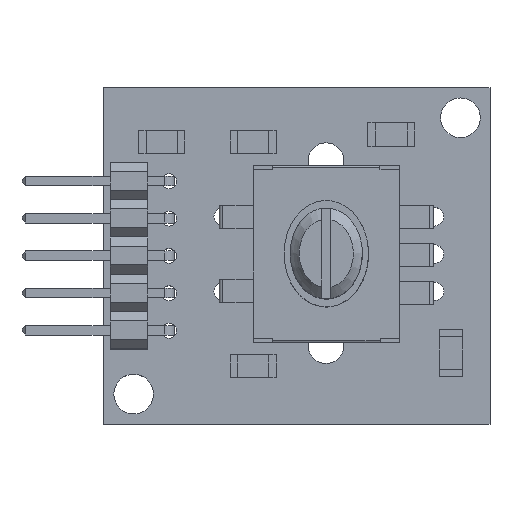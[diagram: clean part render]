
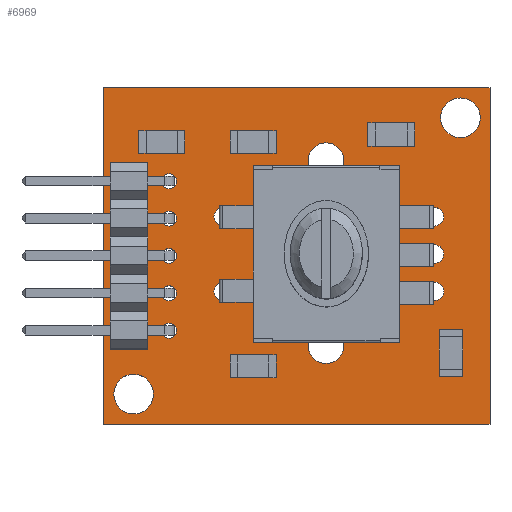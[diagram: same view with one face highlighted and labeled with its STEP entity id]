
A CAD part, top view. The second image highlights one B-rep face of the part: STEP entity #6969.
In plain terms, the highlighted planar face has unit normal (0, 0, 1).
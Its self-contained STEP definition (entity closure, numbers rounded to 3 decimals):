
#402=FACE_BOUND('',#1227,.T.);
#403=FACE_BOUND('',#1228,.T.);
#404=FACE_BOUND('',#1229,.T.);
#405=FACE_BOUND('',#1230,.T.);
#406=FACE_BOUND('',#1231,.T.);
#407=FACE_BOUND('',#1232,.T.);
#408=FACE_BOUND('',#1233,.T.);
#409=FACE_BOUND('',#1234,.T.);
#410=FACE_BOUND('',#1235,.T.);
#411=FACE_BOUND('',#1236,.T.);
#412=FACE_BOUND('',#1237,.T.);
#413=FACE_BOUND('',#1238,.T.);
#414=FACE_BOUND('',#1239,.T.);
#415=FACE_BOUND('',#1240,.T.);
#444=PLANE('',#7858);
#813=FACE_OUTER_BOUND('',#1226,.T.);
#1226=EDGE_LOOP('',(#4994,#4995,#4996,#4997));
#1227=EDGE_LOOP('',(#4998));
#1228=EDGE_LOOP('',(#4999));
#1229=EDGE_LOOP('',(#5000));
#1230=EDGE_LOOP('',(#5001));
#1231=EDGE_LOOP('',(#5002));
#1232=EDGE_LOOP('',(#5003));
#1233=EDGE_LOOP('',(#5004));
#1234=EDGE_LOOP('',(#5005));
#1235=EDGE_LOOP('',(#5006));
#1236=EDGE_LOOP('',(#5007));
#1237=EDGE_LOOP('',(#5008));
#1238=EDGE_LOOP('',(#5009));
#1239=EDGE_LOOP('',(#5010));
#1240=EDGE_LOOP('',(#5011));
#1675=LINE('',#10309,#2500);
#1678=LINE('',#10315,#2503);
#1681=LINE('',#10321,#2506);
#1684=LINE('',#10325,#2509);
#2500=VECTOR('',#8444,10.);
#2503=VECTOR('',#8449,10.);
#2506=VECTOR('',#8454,10.);
#2509=VECTOR('',#8459,10.);
#3310=CIRCLE('',#7814,0.635);
#3312=CIRCLE('',#7817,1.219);
#3314=CIRCLE('',#7820,0.635);
#3316=CIRCLE('',#7823,0.635);
#3318=CIRCLE('',#7826,0.508);
#3320=CIRCLE('',#7829,0.508);
#3322=CIRCLE('',#7832,0.508);
#3324=CIRCLE('',#7835,0.508);
#3326=CIRCLE('',#7838,0.508);
#3328=CIRCLE('',#7841,1.219);
#3330=CIRCLE('',#7844,0.635);
#3332=CIRCLE('',#7847,0.635);
#3333=CIRCLE('',#7849,1.35);
#3335=CIRCLE('',#7852,1.35);
#3358=VERTEX_POINT('',#10221);
#3360=VERTEX_POINT('',#10227);
#3362=VERTEX_POINT('',#10233);
#3364=VERTEX_POINT('',#10239);
#3366=VERTEX_POINT('',#10245);
#3368=VERTEX_POINT('',#10251);
#3370=VERTEX_POINT('',#10257);
#3372=VERTEX_POINT('',#10263);
#3374=VERTEX_POINT('',#10269);
#3376=VERTEX_POINT('',#10275);
#3378=VERTEX_POINT('',#10281);
#3380=VERTEX_POINT('',#10287);
#3381=VERTEX_POINT('',#10291);
#3383=VERTEX_POINT('',#10297);
#3387=VERTEX_POINT('',#10306);
#3388=VERTEX_POINT('',#10308);
#3390=VERTEX_POINT('',#10314);
#3392=VERTEX_POINT('',#10320);
#3977=EDGE_CURVE('',#3358,#3358,#3310,.T.);
#3980=EDGE_CURVE('',#3360,#3360,#3312,.T.);
#3983=EDGE_CURVE('',#3362,#3362,#3314,.T.);
#3986=EDGE_CURVE('',#3364,#3364,#3316,.T.);
#3989=EDGE_CURVE('',#3366,#3366,#3318,.T.);
#3992=EDGE_CURVE('',#3368,#3368,#3320,.T.);
#3995=EDGE_CURVE('',#3370,#3370,#3322,.T.);
#3998=EDGE_CURVE('',#3372,#3372,#3324,.T.);
#4001=EDGE_CURVE('',#3374,#3374,#3326,.T.);
#4004=EDGE_CURVE('',#3376,#3376,#3328,.T.);
#4007=EDGE_CURVE('',#3378,#3378,#3330,.T.);
#4010=EDGE_CURVE('',#3380,#3380,#3332,.T.);
#4011=EDGE_CURVE('',#3381,#3381,#3333,.T.);
#4014=EDGE_CURVE('',#3383,#3383,#3335,.T.);
#4019=EDGE_CURVE('',#3388,#3387,#1675,.T.);
#4022=EDGE_CURVE('',#3390,#3388,#1678,.T.);
#4025=EDGE_CURVE('',#3392,#3390,#1681,.T.);
#4028=EDGE_CURVE('',#3387,#3392,#1684,.T.);
#4994=ORIENTED_EDGE('',*,*,#4028,.T.);
#4995=ORIENTED_EDGE('',*,*,#4025,.T.);
#4996=ORIENTED_EDGE('',*,*,#4022,.T.);
#4997=ORIENTED_EDGE('',*,*,#4019,.T.);
#4998=ORIENTED_EDGE('',*,*,#3977,.T.);
#4999=ORIENTED_EDGE('',*,*,#3980,.T.);
#5000=ORIENTED_EDGE('',*,*,#3983,.T.);
#5001=ORIENTED_EDGE('',*,*,#3986,.T.);
#5002=ORIENTED_EDGE('',*,*,#3989,.T.);
#5003=ORIENTED_EDGE('',*,*,#3992,.T.);
#5004=ORIENTED_EDGE('',*,*,#3995,.T.);
#5005=ORIENTED_EDGE('',*,*,#3998,.T.);
#5006=ORIENTED_EDGE('',*,*,#4001,.T.);
#5007=ORIENTED_EDGE('',*,*,#4004,.T.);
#5008=ORIENTED_EDGE('',*,*,#4007,.T.);
#5009=ORIENTED_EDGE('',*,*,#4010,.T.);
#5010=ORIENTED_EDGE('',*,*,#4014,.T.);
#5011=ORIENTED_EDGE('',*,*,#4011,.T.);
#6969=ADVANCED_FACE('',(#813,#402,#403,#404,#405,#406,#407,#408,#409,#410,
#411,#412,#413,#414,#415),#444,.T.);
#7814=AXIS2_PLACEMENT_3D('',#10223,#8347,#8348);
#7817=AXIS2_PLACEMENT_3D('',#10229,#8354,#8355);
#7820=AXIS2_PLACEMENT_3D('',#10235,#8361,#8362);
#7823=AXIS2_PLACEMENT_3D('',#10241,#8368,#8369);
#7826=AXIS2_PLACEMENT_3D('',#10247,#8375,#8376);
#7829=AXIS2_PLACEMENT_3D('',#10253,#8382,#8383);
#7832=AXIS2_PLACEMENT_3D('',#10259,#8389,#8390);
#7835=AXIS2_PLACEMENT_3D('',#10265,#8396,#8397);
#7838=AXIS2_PLACEMENT_3D('',#10271,#8403,#8404);
#7841=AXIS2_PLACEMENT_3D('',#10277,#8410,#8411);
#7844=AXIS2_PLACEMENT_3D('',#10283,#8417,#8418);
#7847=AXIS2_PLACEMENT_3D('',#10289,#8424,#8425);
#7849=AXIS2_PLACEMENT_3D('',#10292,#8428,#8429);
#7852=AXIS2_PLACEMENT_3D('',#10298,#8435,#8436);
#7858=AXIS2_PLACEMENT_3D('',#10326,#8460,#8461);
#8347=DIRECTION('center_axis',(0.,0.,-1.));
#8348=DIRECTION('ref_axis',(1.,0.,0.));
#8354=DIRECTION('center_axis',(0.,0.,-1.));
#8355=DIRECTION('ref_axis',(1.,0.,0.));
#8361=DIRECTION('center_axis',(0.,0.,-1.));
#8362=DIRECTION('ref_axis',(1.,0.,0.));
#8368=DIRECTION('center_axis',(0.,0.,-1.));
#8369=DIRECTION('ref_axis',(1.,0.,0.));
#8375=DIRECTION('center_axis',(0.,0.,-1.));
#8376=DIRECTION('ref_axis',(1.,0.,0.));
#8382=DIRECTION('center_axis',(0.,0.,-1.));
#8383=DIRECTION('ref_axis',(1.,0.,0.));
#8389=DIRECTION('center_axis',(0.,0.,-1.));
#8390=DIRECTION('ref_axis',(1.,0.,0.));
#8396=DIRECTION('center_axis',(0.,0.,-1.));
#8397=DIRECTION('ref_axis',(1.,0.,0.));
#8403=DIRECTION('center_axis',(0.,0.,-1.));
#8404=DIRECTION('ref_axis',(1.,0.,0.));
#8410=DIRECTION('center_axis',(0.,0.,-1.));
#8411=DIRECTION('ref_axis',(1.,0.,0.));
#8417=DIRECTION('center_axis',(0.,0.,-1.));
#8418=DIRECTION('ref_axis',(1.,0.,0.));
#8424=DIRECTION('center_axis',(0.,0.,-1.));
#8425=DIRECTION('ref_axis',(1.,0.,0.));
#8428=DIRECTION('center_axis',(0.,0.,-1.));
#8429=DIRECTION('ref_axis',(1.,0.,0.));
#8435=DIRECTION('center_axis',(0.,0.,-1.));
#8436=DIRECTION('ref_axis',(1.,0.,0.));
#8444=DIRECTION('',(-1.,0.,0.));
#8449=DIRECTION('',(0.,1.,0.));
#8454=DIRECTION('',(1.,0.,0.));
#8459=DIRECTION('',(0.,-1.,0.));
#8460=DIRECTION('center_axis',(0.,0.,1.));
#8461=DIRECTION('ref_axis',(1.,0.,0.));
#10221=CARTESIAN_POINT('',(21.844,14.097,1.57));
#10223=CARTESIAN_POINT('Origin',(22.479,14.097,1.57));
#10227=CARTESIAN_POINT('',(13.894,5.334,1.57));
#10229=CARTESIAN_POINT('Origin',(15.113,5.334,1.57));
#10233=CARTESIAN_POINT('',(7.493,14.097,1.57));
#10235=CARTESIAN_POINT('Origin',(8.128,14.097,1.57));
#10239=CARTESIAN_POINT('',(21.844,11.557,1.57));
#10241=CARTESIAN_POINT('Origin',(22.479,11.557,1.57));
#10245=CARTESIAN_POINT('',(3.937,13.97,1.57));
#10247=CARTESIAN_POINT('Origin',(4.445,13.97,1.57));
#10251=CARTESIAN_POINT('',(3.937,8.89,1.57));
#10253=CARTESIAN_POINT('Origin',(4.445,8.89,1.57));
#10257=CARTESIAN_POINT('',(3.937,11.43,1.57));
#10259=CARTESIAN_POINT('Origin',(4.445,11.43,1.57));
#10263=CARTESIAN_POINT('',(3.937,16.51,1.57));
#10265=CARTESIAN_POINT('Origin',(4.445,16.51,1.57));
#10269=CARTESIAN_POINT('',(3.937,6.35,1.57));
#10271=CARTESIAN_POINT('Origin',(4.445,6.35,1.57));
#10275=CARTESIAN_POINT('',(13.894,17.907,1.57));
#10277=CARTESIAN_POINT('Origin',(15.113,17.907,1.57));
#10281=CARTESIAN_POINT('',(7.493,9.017,1.57));
#10283=CARTESIAN_POINT('Origin',(8.128,9.017,1.57));
#10287=CARTESIAN_POINT('',(21.844,9.017,1.57));
#10289=CARTESIAN_POINT('Origin',(22.479,9.017,1.57));
#10291=CARTESIAN_POINT('',(0.682,2.032,1.57));
#10292=CARTESIAN_POINT('Origin',(2.032,2.032,1.57));
#10297=CARTESIAN_POINT('',(22.907,20.831,1.57));
#10298=CARTESIAN_POINT('Origin',(24.257,20.831,1.57));
#10306=CARTESIAN_POINT('',(0.,22.86,1.57));
#10308=CARTESIAN_POINT('',(26.269,22.86,1.57));
#10309=CARTESIAN_POINT('',(26.269,22.86,1.57));
#10314=CARTESIAN_POINT('',(26.269,0.,1.57));
#10315=CARTESIAN_POINT('',(26.269,0.,1.57));
#10320=CARTESIAN_POINT('',(0.,0.,1.57));
#10321=CARTESIAN_POINT('',(0.,0.,1.57));
#10325=CARTESIAN_POINT('',(0.,22.86,1.57));
#10326=CARTESIAN_POINT('Origin',(13.135,11.43,1.57));
